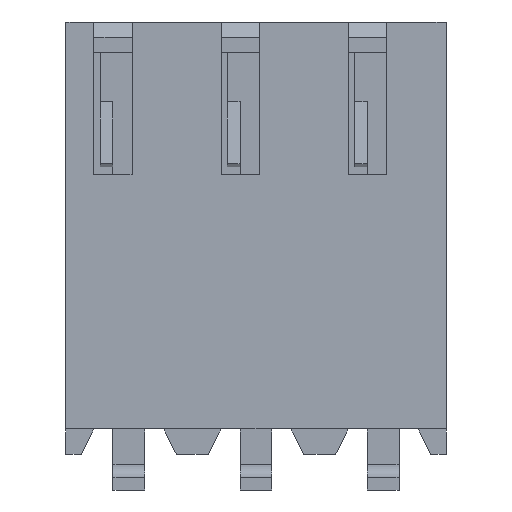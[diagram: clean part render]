
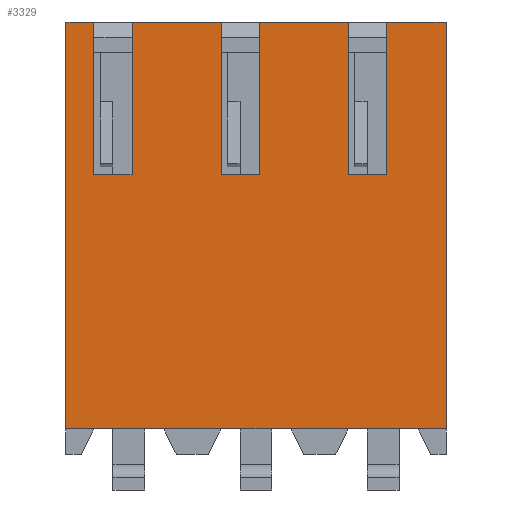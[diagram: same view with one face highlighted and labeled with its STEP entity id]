
A CAD part, front view. The second image highlights one B-rep face of the part: STEP entity #3329.
In plain terms, the highlighted planar face has unit normal (0, -1, 0).
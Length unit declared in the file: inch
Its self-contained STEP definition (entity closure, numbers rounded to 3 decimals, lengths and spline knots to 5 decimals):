
#117=DIRECTION('',(1.,0.,0.));
#118=VECTOR('',#117,0.299);
#119=CARTESIAN_POINT('',(-0.1495,-0.0995,0.02));
#120=LINE('',#119,#118);
#261=DIRECTION('',(1.,0.,0.));
#262=VECTOR('',#261,0.03);
#263=CARTESIAN_POINT('',(0.0725,-0.0995,0.22));
#264=LINE('',#263,#262);
#265=DIRECTION('',(0.,0.,-1.));
#266=VECTOR('',#265,0.12);
#267=CARTESIAN_POINT('',(0.1025,-0.0995,0.34));
#268=LINE('',#267,#266);
#269=DIRECTION('',(0.,0.,1.));
#270=VECTOR('',#269,0.32);
#271=CARTESIAN_POINT('',(-0.1495,-0.0995,0.02));
#272=LINE('',#271,#270);
#273=DIRECTION('',(0.,0.,-1.));
#274=VECTOR('',#273,0.12);
#275=CARTESIAN_POINT('',(-0.1275,-0.0995,0.34));
#276=LINE('',#275,#274);
#277=DIRECTION('',(1.,0.,0.));
#278=VECTOR('',#277,0.03);
#279=CARTESIAN_POINT('',(-0.1275,-0.0995,0.22));
#280=LINE('',#279,#278);
#281=DIRECTION('',(0.,0.,-1.));
#282=VECTOR('',#281,0.12);
#283=CARTESIAN_POINT('',(-0.0975,-0.0995,0.34));
#284=LINE('',#283,#282);
#285=DIRECTION('',(0.,0.,-1.));
#286=VECTOR('',#285,0.12);
#287=CARTESIAN_POINT('',(-0.0275,-0.0995,0.34));
#288=LINE('',#287,#286);
#289=DIRECTION('',(1.,0.,0.));
#290=VECTOR('',#289,0.03);
#291=CARTESIAN_POINT('',(-0.0275,-0.0995,0.22));
#292=LINE('',#291,#290);
#293=DIRECTION('',(0.,0.,-1.));
#294=VECTOR('',#293,0.12);
#295=CARTESIAN_POINT('',(0.0025,-0.0995,0.34));
#296=LINE('',#295,#294);
#297=DIRECTION('',(0.,0.,-1.));
#298=VECTOR('',#297,0.12);
#299=CARTESIAN_POINT('',(0.0725,-0.0995,0.34));
#300=LINE('',#299,#298);
#509=DIRECTION('',(1.,0.,0.));
#510=VECTOR('',#509,0.047);
#511=CARTESIAN_POINT('',(0.1025,-0.0995,0.34));
#512=LINE('',#511,#510);
#541=DIRECTION('',(1.,0.,0.));
#542=VECTOR('',#541,0.07);
#543=CARTESIAN_POINT('',(0.0025,-0.0995,0.34));
#544=LINE('',#543,#542);
#573=DIRECTION('',(1.,0.,0.));
#574=VECTOR('',#573,0.07);
#575=CARTESIAN_POINT('',(-0.0975,-0.0995,0.34));
#576=LINE('',#575,#574);
#605=DIRECTION('',(1.,0.,0.));
#606=VECTOR('',#605,0.022);
#607=CARTESIAN_POINT('',(-0.1495,-0.0995,0.34));
#608=LINE('',#607,#606);
#1597=DIRECTION('',(0.,0.,1.));
#1598=VECTOR('',#1597,0.32);
#1599=CARTESIAN_POINT('',(0.1495,-0.0995,0.02));
#1600=LINE('',#1599,#1598);
#2234=CARTESIAN_POINT('',(-0.1495,-0.0995,0.34));
#2236=VERTEX_POINT('',#2234);
#2237=CARTESIAN_POINT('',(0.1495,-0.0995,0.34));
#2239=VERTEX_POINT('',#2237);
#2337=CARTESIAN_POINT('',(-0.1495,-0.0995,0.02));
#2339=VERTEX_POINT('',#2337);
#2345=CARTESIAN_POINT('',(0.1495,-0.0995,0.02));
#2347=VERTEX_POINT('',#2345);
#2373=CARTESIAN_POINT('',(-0.1275,-0.0995,0.34));
#2375=VERTEX_POINT('',#2373);
#2377=CARTESIAN_POINT('',(-0.0975,-0.0995,0.34));
#2379=VERTEX_POINT('',#2377);
#2381=CARTESIAN_POINT('',(-0.1275,-0.0995,0.22));
#2382=CARTESIAN_POINT('',(-0.0975,-0.0995,0.22));
#2383=VERTEX_POINT('',#2381);
#2384=VERTEX_POINT('',#2382);
#2391=CARTESIAN_POINT('',(-0.0275,-0.0995,0.34));
#2393=VERTEX_POINT('',#2391);
#2395=CARTESIAN_POINT('',(0.0025,-0.0995,0.34));
#2397=VERTEX_POINT('',#2395);
#2399=CARTESIAN_POINT('',(-0.0275,-0.0995,0.22));
#2400=CARTESIAN_POINT('',(0.0025,-0.0995,0.22));
#2401=VERTEX_POINT('',#2399);
#2402=VERTEX_POINT('',#2400);
#2409=CARTESIAN_POINT('',(0.0725,-0.0995,0.34));
#2411=VERTEX_POINT('',#2409);
#2413=CARTESIAN_POINT('',(0.1025,-0.0995,0.34));
#2415=VERTEX_POINT('',#2413);
#2417=CARTESIAN_POINT('',(0.0725,-0.0995,0.22));
#2418=CARTESIAN_POINT('',(0.1025,-0.0995,0.22));
#2419=VERTEX_POINT('',#2417);
#2420=VERTEX_POINT('',#2418);
#3292=CARTESIAN_POINT('',(-0.1495,-0.0995,0.));
#3293=DIRECTION('',(0.,-1.,0.));
#3294=DIRECTION('',(1.,0.,0.));
#3295=AXIS2_PLACEMENT_3D('',#3292,#3293,#3294);
#3296=PLANE('',#3295);
#3298=ORIENTED_EDGE('',*,*,#3297,.T.);
#3300=ORIENTED_EDGE('',*,*,#3299,.F.);
#3302=ORIENTED_EDGE('',*,*,#3301,.T.);
#3304=ORIENTED_EDGE('',*,*,#3303,.F.);
#3305=ORIENTED_EDGE('',*,*,#3172,.F.);
#3306=ORIENTED_EDGE('',*,*,#3158,.T.);
#3308=ORIENTED_EDGE('',*,*,#3307,.T.);
#3310=ORIENTED_EDGE('',*,*,#3309,.T.);
#3312=ORIENTED_EDGE('',*,*,#3311,.T.);
#3314=ORIENTED_EDGE('',*,*,#3313,.F.);
#3316=ORIENTED_EDGE('',*,*,#3315,.T.);
#3318=ORIENTED_EDGE('',*,*,#3317,.T.);
#3320=ORIENTED_EDGE('',*,*,#3319,.T.);
#3322=ORIENTED_EDGE('',*,*,#3321,.F.);
#3324=ORIENTED_EDGE('',*,*,#3323,.T.);
#3326=ORIENTED_EDGE('',*,*,#3325,.T.);
#3327=EDGE_LOOP('',(#3298,#3300,#3302,#3304,#3305,#3306,#3308,#3310,#3312,#3314,
#3316,#3318,#3320,#3322,#3324,#3326));
#3328=FACE_OUTER_BOUND('',#3327,.F.);
#3329=ADVANCED_FACE('',(#3328),#3296,.T.);
#3158=EDGE_CURVE('',#2339,#2236,#272,.T.);
#3172=EDGE_CURVE('',#2339,#2347,#120,.T.);
#3297=EDGE_CURVE('',#2419,#2420,#264,.T.);
#3299=EDGE_CURVE('',#2415,#2420,#268,.T.);
#3301=EDGE_CURVE('',#2415,#2239,#512,.T.);
#3303=EDGE_CURVE('',#2347,#2239,#1600,.T.);
#3307=EDGE_CURVE('',#2236,#2375,#608,.T.);
#3309=EDGE_CURVE('',#2375,#2383,#276,.T.);
#3311=EDGE_CURVE('',#2383,#2384,#280,.T.);
#3313=EDGE_CURVE('',#2379,#2384,#284,.T.);
#3315=EDGE_CURVE('',#2379,#2393,#576,.T.);
#3317=EDGE_CURVE('',#2393,#2401,#288,.T.);
#3319=EDGE_CURVE('',#2401,#2402,#292,.T.);
#3321=EDGE_CURVE('',#2397,#2402,#296,.T.);
#3323=EDGE_CURVE('',#2397,#2411,#544,.T.);
#3325=EDGE_CURVE('',#2411,#2419,#300,.T.);
